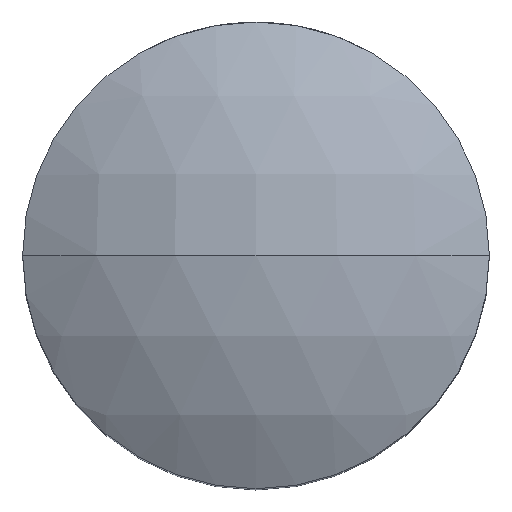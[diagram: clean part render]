
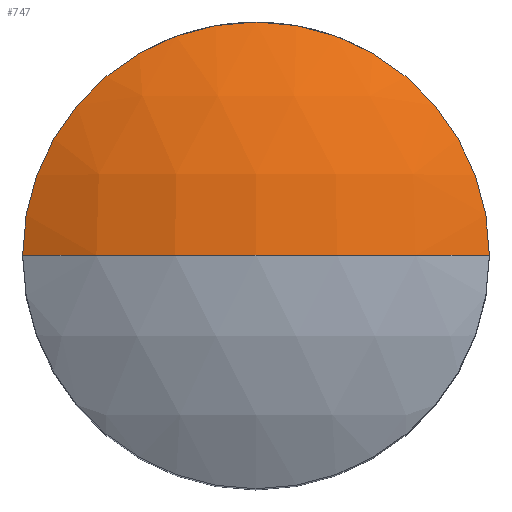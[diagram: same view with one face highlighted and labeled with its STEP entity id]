
A CAD part, top view. The second image highlights one B-rep face of the part: STEP entity #747.
In plain terms, the highlighted spherical face has radius 3 mm.
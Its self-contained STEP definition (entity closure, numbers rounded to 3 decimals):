
#28 = DIRECTION ( 'NONE',  ( 0., -1., 0. ) ) ;
#36 = ORIENTED_EDGE ( 'NONE', *, *, #138, .T. ) ;
#37 = AXIS2_PLACEMENT_3D ( 'NONE', #726, #437, #435 ) ;
#41 = EDGE_CURVE ( 'NONE', #825, #408, #639, .T. ) ;
#72 = CARTESIAN_POINT ( 'NONE',  ( 0., 0., 0. ) ) ;
#85 = CARTESIAN_POINT ( 'NONE',  ( 1.5, 0., 2.598 ) ) ;
#99 = CIRCLE ( 'NONE', #540, 1.5 ) ;
#130 = VERTEX_POINT ( 'NONE', #85 ) ;
#138 = EDGE_CURVE ( 'NONE', #825, #130, #671, .T. ) ;
#158 = CARTESIAN_POINT ( 'NONE',  ( 0., 0., 2.598 ) ) ;
#179 = SPHERICAL_SURFACE ( 'NONE', #210, 3. ) ;
#210 = AXIS2_PLACEMENT_3D ( 'NONE', #683, #28, #739 ) ;
#231 = DIRECTION ( 'NONE',  ( -1., 0., 0. ) ) ;
#306 = CARTESIAN_POINT ( 'NONE',  ( -1.5, 0., 2.598 ) ) ;
#366 = EDGE_CURVE ( 'NONE', #408, #130, #99, .T. ) ;
#387 = FACE_OUTER_BOUND ( 'NONE', #577, .T. ) ;
#408 = VERTEX_POINT ( 'NONE', #306 ) ;
#418 = DIRECTION ( 'NONE',  ( 0., 0., 1. ) ) ;
#435 = DIRECTION ( 'NONE',  ( 1., 0., 0. ) ) ;
#437 = DIRECTION ( 'NONE',  ( 0., -1., 0. ) ) ;
#475 = DIRECTION ( 'NONE',  ( 0., 1., 0. ) ) ;
#540 = AXIS2_PLACEMENT_3D ( 'NONE', #158, #613, #231 ) ;
#564 = ORIENTED_EDGE ( 'NONE', *, *, #366, .F. ) ;
#577 = EDGE_LOOP ( 'NONE', ( #578, #36, #564 ) ) ;
#578 = ORIENTED_EDGE ( 'NONE', *, *, #41, .F. ) ;
#613 = DIRECTION ( 'NONE',  ( 0., 0., -1. ) ) ;
#639 = CIRCLE ( 'NONE', #37, 3. ) ;
#647 = AXIS2_PLACEMENT_3D ( 'NONE', #72, #475, #418 ) ;
#671 = CIRCLE ( 'NONE', #647, 3. ) ;
#683 = CARTESIAN_POINT ( 'NONE',  ( 0., 0., 0. ) ) ;
#726 = CARTESIAN_POINT ( 'NONE',  ( 0., 0., 0. ) ) ;
#739 = DIRECTION ( 'NONE',  ( 1., 0., 0. ) ) ;
#744 = CARTESIAN_POINT ( 'NONE',  ( 0., 0., 3. ) ) ;
#747 = ADVANCED_FACE ( 'NONE', ( #387 ), #179, .T. ) ;
#825 = VERTEX_POINT ( 'NONE', #744 ) ;
